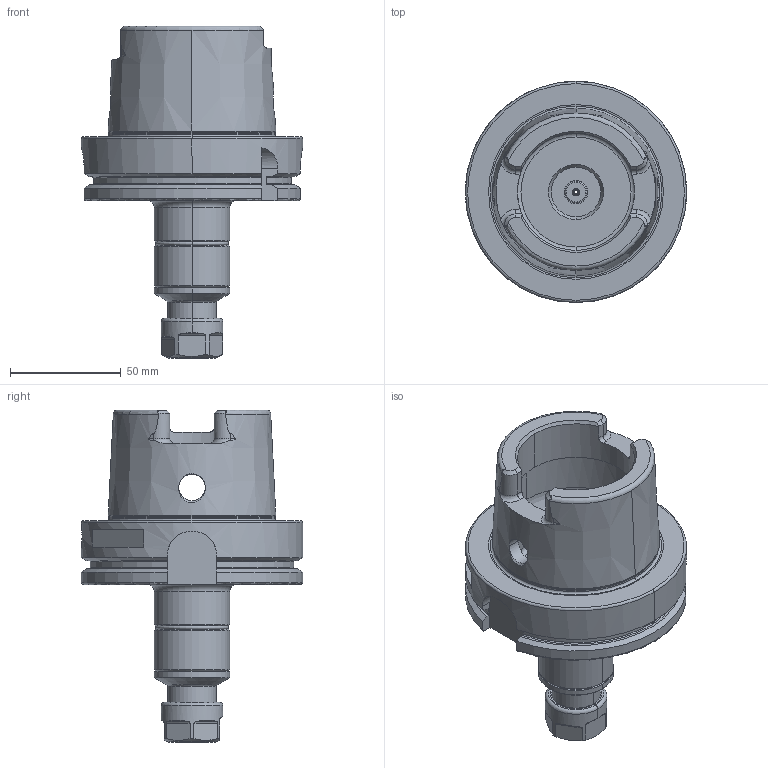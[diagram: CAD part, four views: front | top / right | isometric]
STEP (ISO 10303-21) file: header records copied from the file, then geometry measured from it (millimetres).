
FILE_DESCRIPTION((''),'2;1');
FILE_NAME('A100_16_02_10','2020-09-25T',('103090'),(''),'CREO PARAMETRIC BY PTC INC, 2016260','CREO PARAMETRIC BY PTC INC, 2016260','');
FILE_SCHEMA(('CONFIG_CONTROL_DESIGN'));
Length unit declared in the file: millimetre
Products named in the file (1): A100_16_02_10
Bounding box: 100 x 100 x 150.1 mm (x, y, z)
Volume: 299606.9 mm3; surface area: 59980.2 mm2
Topology: 2 solids, 2 shells, 271 faces, 661 edges, 406 vertices
Faces by surface type: cylinder 78, plane 75, torus 59, cone 54, bspline 5
Entity records: 9066 total; most frequent: CARTESIAN_POINT 2701, DIRECTION 1364, ORIENTED_EDGE 1318, EDGE_CURVE 659, AXIS2_PLACEMENT_3D 576, VERTEX_POINT 406, CIRCLE 307, EDGE_LOOP 293
